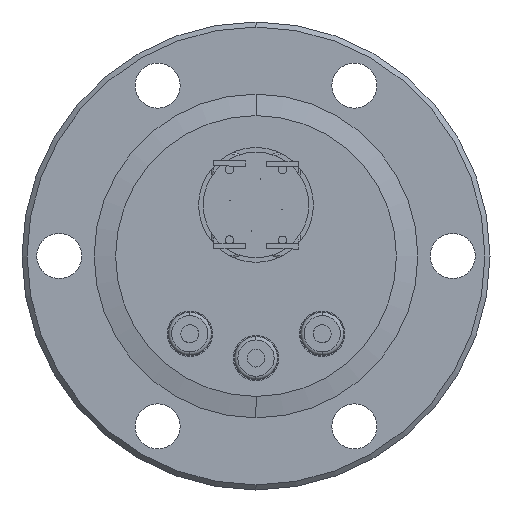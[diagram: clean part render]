
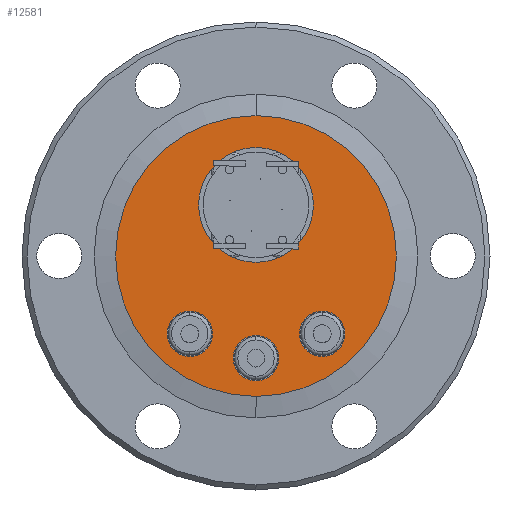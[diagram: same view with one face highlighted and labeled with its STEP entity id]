
A CAD part, front view. The second image highlights one B-rep face of the part: STEP entity #12581.
In plain terms, the highlighted planar face has unit normal (0, -1, 0).
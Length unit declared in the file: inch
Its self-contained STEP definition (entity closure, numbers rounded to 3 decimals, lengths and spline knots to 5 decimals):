
#139 = VERTEX_POINT ( 'NONE', #13705 ) ;
#254 = VERTEX_POINT ( 'NONE', #13646 ) ;
#637 = CARTESIAN_POINT ( 'NONE',  ( 0., 0.72412, 0.3 ) ) ;
#638 = DIRECTION ( 'NONE',  ( 0., -1., 0. ) ) ;
#639 = DIRECTION ( 'NONE',  ( 0., 0., 1. ) ) ;
#933 = CARTESIAN_POINT ( 'NONE',  ( 0., 0.72412, 0.6375 ) ) ;
#934 = CARTESIAN_POINT ( 'NONE',  ( 0., 0.72412, -0.0375 ) ) ;
#1441 = CARTESIAN_POINT ( 'NONE',  ( 0., 0.72412, 0.3 ) ) ;
#1442 = DIRECTION ( 'NONE',  ( 0., -1., 0. ) ) ;
#1443 = DIRECTION ( 'NONE',  ( 0., 0., 1. ) ) ;
#1444 = CARTESIAN_POINT ( 'NONE',  ( 0., 0.72412, 0. ) ) ;
#1445 = DIRECTION ( 'NONE',  ( 0., -1., 0. ) ) ;
#1446 = DIRECTION ( 'NONE',  ( 0., 0., 1. ) ) ;
#1447 = CARTESIAN_POINT ( 'NONE',  ( -0.389, 0.72412, -0.457 ) ) ;
#1448 = DIRECTION ( 'NONE',  ( 0., -1., 0. ) ) ;
#1449 = DIRECTION ( 'NONE',  ( 0., 0., 1. ) ) ;
#1471 = CARTESIAN_POINT ( 'NONE',  ( 0., 0.72412, -0.6 ) ) ;
#1472 = DIRECTION ( 'NONE',  ( 0., -1., 0. ) ) ;
#1473 = DIRECTION ( 'NONE',  ( 0., 0., 1. ) ) ;
#1491 = CARTESIAN_POINT ( 'NONE',  ( 0.389, 0.72412, -0.3235 ) ) ;
#1549 = CARTESIAN_POINT ( 'NONE',  ( 0.389, 0.72412, -0.5905 ) ) ;
#1780 = FACE_BOUND ( 'NONE', #8504, .T. ) ;
#1782 = FACE_BOUND ( 'NONE', #8505, .T. ) ;
#1784 = FACE_BOUND ( 'NONE', #8503, .T. ) ;
#1785 = FACE_OUTER_BOUND ( 'NONE', #8511, .T. ) ;
#1786 = FACE_BOUND ( 'NONE', #8508, .T. ) ;
#3093 = VERTEX_POINT ( 'NONE', #1491 ) ;
#4301 = CARTESIAN_POINT ( 'NONE',  ( 0.825, 0.72412, 0. ) ) ;
#4305 = DIRECTION ( 'NONE',  ( 0., -1., 0. ) ) ;
#4311 = PLANE ( 'NONE',  #11279 ) ;
#4318 = DIRECTION ( 'NONE',  ( 0., 0., 1. ) ) ;
#4992 = VERTEX_POINT ( 'NONE', #1549 ) ;
#5065 = ORIENTED_EDGE ( 'NONE', *, *, #6230, .F. ) ;
#5066 = ORIENTED_EDGE ( 'NONE', *, *, #6519, .F. ) ;
#5067 = ORIENTED_EDGE ( 'NONE', *, *, #6192, .F. ) ;
#5068 = ORIENTED_EDGE ( 'NONE', *, *, #6602, .F. ) ;
#5069 = ORIENTED_EDGE ( 'NONE', *, *, #6200, .F. ) ;
#5070 = ORIENTED_EDGE ( 'NONE', *, *, #6580, .F. ) ;
#5071 = ORIENTED_EDGE ( 'NONE', *, *, #6191, .T. ) ;
#5072 = ORIENTED_EDGE ( 'NONE', *, *, #6649, .T. ) ;
#5073 = ORIENTED_EDGE ( 'NONE', *, *, #6303, .F. ) ;
#5074 = ORIENTED_EDGE ( 'NONE', *, *, #6190, .F. ) ;
#6190 = EDGE_CURVE ( 'NONE', #13866, #13865, #10011, .T. ) ;
#6191 = EDGE_CURVE ( 'NONE', #139, #254, #10012, .T. ) ;
#6192 = EDGE_CURVE ( 'NONE', #7394, #7393, #10013, .T. ) ;
#6200 = EDGE_CURVE ( 'NONE', #7374, #7375, #10021, .T. ) ;
#6230 = EDGE_CURVE ( 'NONE', #3093, #4992, #10051, .T. ) ;
#6303 = EDGE_CURVE ( 'NONE', #13865, #13866, #10145, .T. ) ;
#6519 = EDGE_CURVE ( 'NONE', #4992, #3093, #11499, .T. ) ;
#6580 = EDGE_CURVE ( 'NONE', #7375, #7374, #11590, .T. ) ;
#6602 = EDGE_CURVE ( 'NONE', #7393, #7394, #11624, .T. ) ;
#6649 = EDGE_CURVE ( 'NONE', #254, #139, #11693, .T. ) ;
#6902 = CARTESIAN_POINT ( 'NONE',  ( 0., 0.72412, -0.4665 ) ) ;
#6903 = CARTESIAN_POINT ( 'NONE',  ( 0., 0.72412, -0.7335 ) ) ;
#6921 = CARTESIAN_POINT ( 'NONE',  ( -0.389, 0.72412, -0.5905 ) ) ;
#6922 = CARTESIAN_POINT ( 'NONE',  ( -0.389, 0.72412, -0.3235 ) ) ;
#7230 = CARTESIAN_POINT ( 'NONE',  ( 0., 0.72412, 0. ) ) ;
#7232 = DIRECTION ( 'NONE',  ( 0., -1., 0. ) ) ;
#7234 = DIRECTION ( 'NONE',  ( 0., 0., 1. ) ) ;
#7374 = VERTEX_POINT ( 'NONE', #6902 ) ;
#7375 = VERTEX_POINT ( 'NONE', #6903 ) ;
#7393 = VERTEX_POINT ( 'NONE', #6921 ) ;
#7394 = VERTEX_POINT ( 'NONE', #6922 ) ;
#7668 = CARTESIAN_POINT ( 'NONE',  ( 0., 0.72412, -0.6 ) ) ;
#7670 = DIRECTION ( 'NONE',  ( 0., -1., 0. ) ) ;
#7672 = DIRECTION ( 'NONE',  ( 0., 0., 1. ) ) ;
#7798 = CARTESIAN_POINT ( 'NONE',  ( -0.389, 0.72412, -0.457 ) ) ;
#7799 = DIRECTION ( 'NONE',  ( 0., -1., 0. ) ) ;
#7801 = DIRECTION ( 'NONE',  ( 0., 0., 1. ) ) ;
#8069 = CARTESIAN_POINT ( 'NONE',  ( 0.389, 0.72412, -0.457 ) ) ;
#8070 = DIRECTION ( 'NONE',  ( 0., -1., 0. ) ) ;
#8071 = DIRECTION ( 'NONE',  ( 0., 0., 1. ) ) ;
#8503 = EDGE_LOOP ( 'NONE', ( #5073, #5074 ) ) ;
#8504 = EDGE_LOOP ( 'NONE', ( #5065, #5066 ) ) ;
#8505 = EDGE_LOOP ( 'NONE', ( #5069, #5070 ) ) ;
#8508 = EDGE_LOOP ( 'NONE', ( #5067, #5068 ) ) ;
#8511 = EDGE_LOOP ( 'NONE', ( #5071, #5072 ) ) ;
#9362 = CARTESIAN_POINT ( 'NONE',  ( 0.389, 0.72412, -0.457 ) ) ;
#9363 = DIRECTION ( 'NONE',  ( 0., -1., 0. ) ) ;
#9364 = DIRECTION ( 'NONE',  ( 0., 0., 1. ) ) ;
#10011 = CIRCLE ( 'NONE', #12920, 0.3375 ) ;
#10012 = CIRCLE ( 'NONE', #12921, 0.825 ) ;
#10013 = CIRCLE ( 'NONE', #12922, 0.1335 ) ;
#10021 = CIRCLE ( 'NONE', #12930, 0.1335 ) ;
#10051 = CIRCLE ( 'NONE', #12960, 0.1335 ) ;
#10145 = CIRCLE ( 'NONE', #13007, 0.3375 ) ;
#11279 = AXIS2_PLACEMENT_3D ( 'NONE', #4301, #4305, #4318 ) ;
#11499 = CIRCLE ( 'NONE', #13118, 0.1335 ) ;
#11590 = CIRCLE ( 'NONE', #13149, 0.1335 ) ;
#11624 = CIRCLE ( 'NONE', #13159, 0.1335 ) ;
#11693 = CIRCLE ( 'NONE', #13184, 0.825 ) ;
#12581 = ADVANCED_FACE ( 'NONE', ( #1780, #1786, #1782, #1785, #1784 ), #4311, .T. ) ;
#12920 = AXIS2_PLACEMENT_3D ( 'NONE', #1441, #1442, #1443 ) ;
#12921 = AXIS2_PLACEMENT_3D ( 'NONE', #1444, #1445, #1446 ) ;
#12922 = AXIS2_PLACEMENT_3D ( 'NONE', #1447, #1448, #1449 ) ;
#12930 = AXIS2_PLACEMENT_3D ( 'NONE', #1471, #1472, #1473 ) ;
#12960 = AXIS2_PLACEMENT_3D ( 'NONE', #9362, #9363, #9364 ) ;
#13007 = AXIS2_PLACEMENT_3D ( 'NONE', #637, #638, #639 ) ;
#13118 = AXIS2_PLACEMENT_3D ( 'NONE', #8069, #8070, #8071 ) ;
#13149 = AXIS2_PLACEMENT_3D ( 'NONE', #7668, #7670, #7672 ) ;
#13159 = AXIS2_PLACEMENT_3D ( 'NONE', #7798, #7799, #7801 ) ;
#13184 = AXIS2_PLACEMENT_3D ( 'NONE', #7230, #7232, #7234 ) ;
#13646 = CARTESIAN_POINT ( 'NONE',  ( 0., 0.72412, -0.825 ) ) ;
#13705 = CARTESIAN_POINT ( 'NONE',  ( 0., 0.72412, 0.825 ) ) ;
#13865 = VERTEX_POINT ( 'NONE', #933 ) ;
#13866 = VERTEX_POINT ( 'NONE', #934 ) ;
